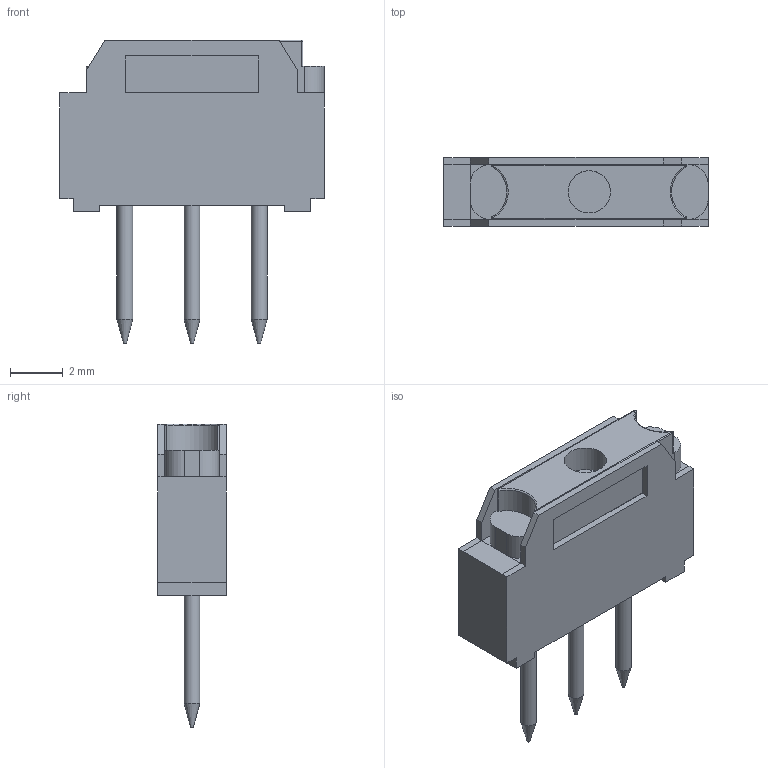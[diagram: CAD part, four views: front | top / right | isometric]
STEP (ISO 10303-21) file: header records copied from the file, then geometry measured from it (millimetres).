
FILE_DESCRIPTION(('FreeCAD Model'),'2;1');
FILE_NAME('NK_1511073_cp.step','2020-04-17T18:23:24',('kicad StepUp'),( 'ksu MCAD'),'Open CASCADE STEP processor 7.4','FreeCAD','Unknown');
FILE_SCHEMA(('AUTOMOTIVE_DESIGN { 1 0 10303 214 1 1 1 1 }'));
Length unit declared in the file: millimetre
Products named in the file (1): NK_1511073_cp
Bounding box: 10 x 2.6 x 11.5 mm (x, y, z)
Volume: 150 mm3; surface area: 317.6 mm2
Topology: 5 solids, 5 shells, 84 faces, 197 edges, 118 vertices
Faces by surface type: plane 57, cylinder 17, sphere 4, torus 3, cone 3
Full cylindrical faces by diameter (mm): 0.6 x3, 1.6 x1
Entity records: 2975 total; most frequent: DIRECTION 408, CARTESIAN_POINT 396, ORIENTED_EDGE 386, EDGE_CURVE 193, LINE 148, VECTOR 148, AXIS2_PLACEMENT_3D 130, VERTEX_POINT 118
